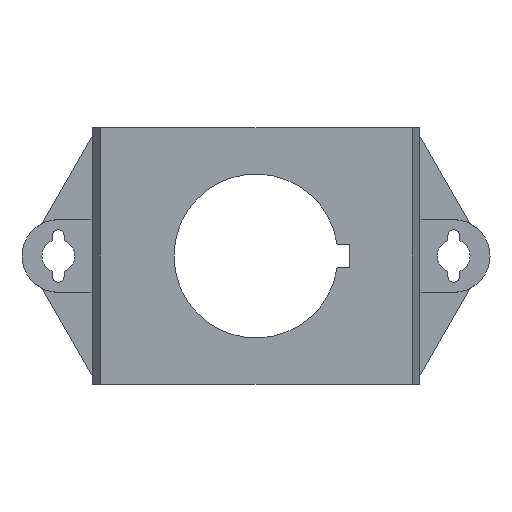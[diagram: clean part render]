
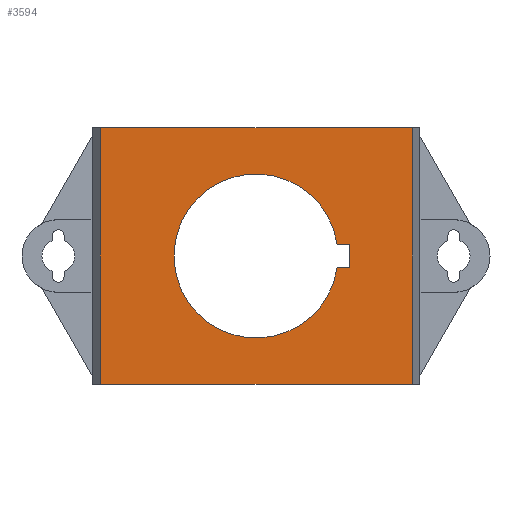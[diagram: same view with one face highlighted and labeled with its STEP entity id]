
A CAD part, front view. The second image highlights one B-rep face of the part: STEP entity #3594.
In plain terms, the highlighted planar face has unit normal (0, -1, 0).
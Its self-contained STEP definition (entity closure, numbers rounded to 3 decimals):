
#64=DIRECTION('',(0.,0.,-1.));
#65=VECTOR('',#64,35.3);
#66=CARTESIAN_POINT('',(21.5,0.,17.65));
#67=LINE('',#66,#65);
#72=DIRECTION('',(-1.,0.,0.));
#73=VECTOR('',#72,43.);
#74=CARTESIAN_POINT('',(21.5,0.,-17.65));
#75=LINE('',#74,#73);
#79=DIRECTION('',(0.,0.,-1.));
#80=VECTOR('',#79,35.3);
#81=CARTESIAN_POINT('',(-21.5,0.,17.65));
#82=LINE('',#81,#80);
#86=DIRECTION('',(1.,0.,0.));
#87=VECTOR('',#86,43.);
#88=CARTESIAN_POINT('',(-21.5,0.,17.65));
#89=LINE('',#88,#87);
#93=CARTESIAN_POINT('',(0.,0.,0.));
#94=DIRECTION('',(0.,1.,0.));
#95=DIRECTION('',(0.99,0.,-0.142));
#96=AXIS2_PLACEMENT_3D('',#93,#94,#95);
#101=DIRECTION('',(-1.,0.,0.));
#102=VECTOR('',#101,1.714);
#103=CARTESIAN_POINT('',(12.9,0.,-1.6));
#104=LINE('',#103,#102);
#108=DIRECTION('',(0.,0.,-1.));
#109=VECTOR('',#108,3.2);
#110=CARTESIAN_POINT('',(12.9,0.,1.6));
#111=LINE('',#110,#109);
#115=DIRECTION('',(1.,0.,0.));
#116=VECTOR('',#115,1.714);
#117=CARTESIAN_POINT('',(11.186,0.,1.6));
#118=LINE('',#117,#116);
#3025=CARTESIAN_POINT('',(21.5,0.,17.65));
#3026=CARTESIAN_POINT('',(21.5,0.,-17.65));
#3027=VERTEX_POINT('',#3025);
#3028=VERTEX_POINT('',#3026);
#3029=CARTESIAN_POINT('',(-21.5,0.,17.65));
#3030=CARTESIAN_POINT('',(-21.5,0.,-17.65));
#3031=VERTEX_POINT('',#3029);
#3032=VERTEX_POINT('',#3030);
#3185=CARTESIAN_POINT('',(11.186,0.,-1.6));
#3186=CARTESIAN_POINT('',(11.186,0.,1.6));
#3187=VERTEX_POINT('',#3185);
#3188=VERTEX_POINT('',#3186);
#3189=CARTESIAN_POINT('',(12.9,0.,1.6));
#3190=VERTEX_POINT('',#3189);
#3191=CARTESIAN_POINT('',(12.9,0.,-1.6));
#3192=VERTEX_POINT('',#3191);
#3569=CARTESIAN_POINT('',(0.,0.,0.));
#3570=DIRECTION('',(0.,1.,0.));
#3571=DIRECTION('',(1.,0.,0.));
#3572=AXIS2_PLACEMENT_3D('',#3569,#3570,#3571);
#3573=PLANE('',#3572);
#3575=ORIENTED_EDGE('',*,*,#3574,.T.);
#3577=ORIENTED_EDGE('',*,*,#3576,.T.);
#3579=ORIENTED_EDGE('',*,*,#3578,.F.);
#3581=ORIENTED_EDGE('',*,*,#3580,.T.);
#3582=EDGE_LOOP('',(#3575,#3577,#3579,#3581));
#3583=FACE_OUTER_BOUND('',#3582,.F.);
#3585=ORIENTED_EDGE('',*,*,#3584,.F.);
#3587=ORIENTED_EDGE('',*,*,#3586,.F.);
#3589=ORIENTED_EDGE('',*,*,#3588,.F.);
#3591=ORIENTED_EDGE('',*,*,#3590,.F.);
#3592=EDGE_LOOP('',(#3585,#3587,#3589,#3591));
#3593=FACE_BOUND('',#3592,.F.);
#97=CIRCLE('',#96,11.3);
#3574=EDGE_CURVE('',#3027,#3028,#67,.T.);
#3576=EDGE_CURVE('',#3028,#3032,#75,.T.);
#3578=EDGE_CURVE('',#3031,#3032,#82,.T.);
#3580=EDGE_CURVE('',#3031,#3027,#89,.T.);
#3584=EDGE_CURVE('',#3187,#3188,#97,.T.);
#3586=EDGE_CURVE('',#3192,#3187,#104,.T.);
#3588=EDGE_CURVE('',#3190,#3192,#111,.T.);
#3590=EDGE_CURVE('',#3188,#3190,#118,.T.);
#3594=ADVANCED_FACE('',(#3583,#3593),#3573,.F.);
